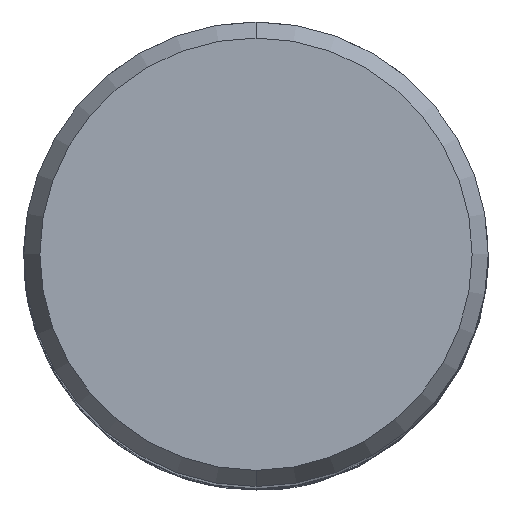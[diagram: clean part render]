
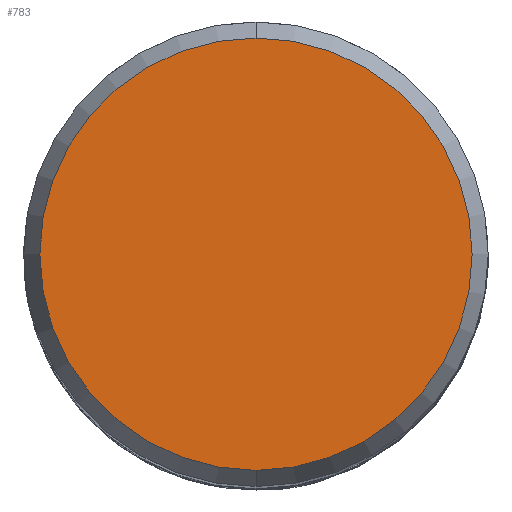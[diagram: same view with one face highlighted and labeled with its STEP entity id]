
A CAD part, top view. The second image highlights one B-rep face of the part: STEP entity #783.
In plain terms, the highlighted planar face has unit normal (0, 0, 1).
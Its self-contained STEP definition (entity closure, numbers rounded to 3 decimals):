
#783=ADVANCED_FACE('',(#1984),#1985,.T.);
#1081=EDGE_CURVE('',#1119,#1323,#2312,.T.);
#1119=VERTEX_POINT('',#2351);
#1131=EDGE_CURVE('',#1323,#1119,#2364,.T.);
#1323=VERTEX_POINT('',#2576);
#1984=FACE_OUTER_BOUND('',#5713,.T.);
#1985=PLANE('',#5714);
#2312=CIRCLE('',#9304,9.307);
#2351=CARTESIAN_POINT('',(0.0,9.307,0.0));
#2364=CIRCLE('',#9608,9.307);
#2576=CARTESIAN_POINT('',(0.,-9.307,0.0));
#5713=EDGE_LOOP('',(#17678,#17679));
#5714=AXIS2_PLACEMENT_3D('',#17680,#17681,#17682);
#9304=AXIS2_PLACEMENT_3D('',#18060,#18061,#18062);
#9608=AXIS2_PLACEMENT_3D('',#18098,#18099,#18100);
#17678=ORIENTED_EDGE('',*,*,#1081,.F.);
#17679=ORIENTED_EDGE('',*,*,#1131,.F.);
#17680=CARTESIAN_POINT('',(0.0,4.654,0.0));
#17681=DIRECTION('',(-0.0,0.0,1.0));
#17682=DIRECTION('',(0.0,-1.0,0.0));
#18060=CARTESIAN_POINT('',(0.0,0.0,0.0));
#18061=DIRECTION('',(0.0,0.0,-1.0));
#18062=DIRECTION('',(0.0,1.0,0.0));
#18098=CARTESIAN_POINT('',(0.0,0.0,0.0));
#18099=DIRECTION('',(0.0,0.0,-1.0));
#18100=DIRECTION('',(0.0,1.0,0.0));
